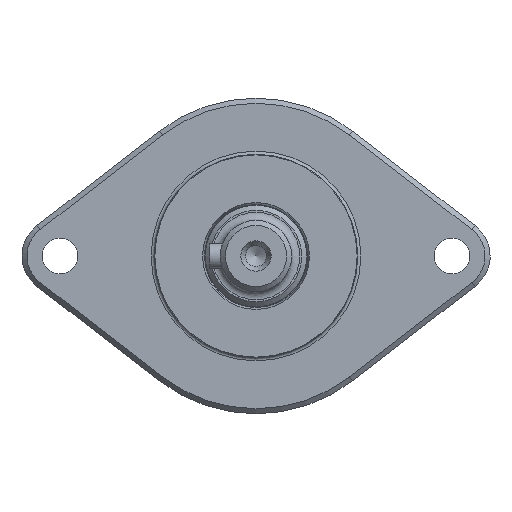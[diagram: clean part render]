
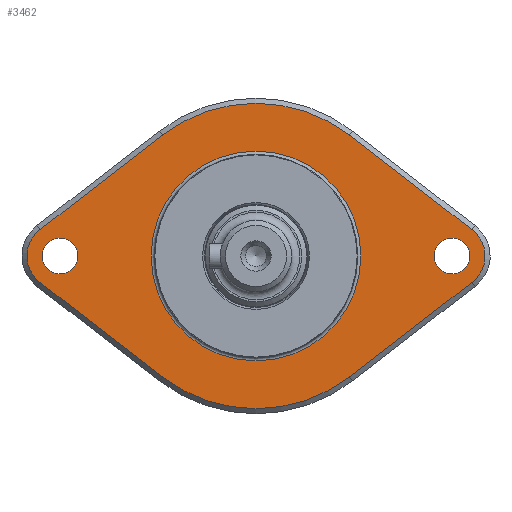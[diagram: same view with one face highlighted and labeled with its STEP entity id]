
A CAD part, left-side view. The second image highlights one B-rep face of the part: STEP entity #3462.
In plain terms, the highlighted planar face has unit normal (-1, 0, 0).
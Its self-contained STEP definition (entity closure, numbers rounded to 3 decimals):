
#272=FACE_BOUND('',#1151,.T.);
#273=FACE_BOUND('',#1152,.T.);
#274=FACE_BOUND('',#1153,.T.);
#320=LINE('',#5301,#593);
#324=LINE('',#5313,#597);
#328=LINE('',#5325,#601);
#331=LINE('',#5334,#604);
#593=VECTOR('',#4275,10.);
#597=VECTOR('',#4287,10.);
#601=VECTOR('',#4299,10.);
#604=VECTOR('',#4310,10.);
#944=FACE_OUTER_BOUND('',#1150,.T.);
#1150=EDGE_LOOP('',(#2547,#2548,#2549,#2550,#2551,#2552,#2553,#2554));
#1151=EDGE_LOOP('',(#2555,#2556));
#1152=EDGE_LOOP('',(#2557));
#1153=EDGE_LOOP('',(#2558));
#1394=CIRCLE('',#3747,6.5);
#1396=CIRCLE('',#3751,30.);
#1398=CIRCLE('',#3755,6.5);
#1400=CIRCLE('',#3759,30.);
#1404=CIRCLE('',#3769,20.6);
#1405=CIRCLE('',#3770,20.6);
#1406=CIRCLE('',#3771,3.5);
#1407=CIRCLE('',#3772,3.5);
#1591=VERTEX_POINT('',#5290);
#1592=VERTEX_POINT('',#5292);
#1595=VERTEX_POINT('',#5299);
#1597=VERTEX_POINT('',#5305);
#1599=VERTEX_POINT('',#5311);
#1601=VERTEX_POINT('',#5317);
#1603=VERTEX_POINT('',#5323);
#1605=VERTEX_POINT('',#5329);
#1611=VERTEX_POINT('',#5355);
#1612=VERTEX_POINT('',#5356);
#1613=VERTEX_POINT('',#5359);
#1614=VERTEX_POINT('',#5361);
#1939=EDGE_CURVE('',#1591,#1592,#1394,.T.);
#1943=EDGE_CURVE('',#1595,#1591,#320,.T.);
#1946=EDGE_CURVE('',#1597,#1595,#1396,.T.);
#1949=EDGE_CURVE('',#1599,#1597,#324,.T.);
#1952=EDGE_CURVE('',#1601,#1599,#1398,.T.);
#1955=EDGE_CURVE('',#1603,#1601,#328,.T.);
#1958=EDGE_CURVE('',#1605,#1603,#1400,.T.);
#1960=EDGE_CURVE('',#1592,#1605,#331,.T.);
#1971=EDGE_CURVE('',#1611,#1612,#1404,.T.);
#1972=EDGE_CURVE('',#1612,#1611,#1405,.T.);
#1973=EDGE_CURVE('',#1613,#1613,#1406,.T.);
#1974=EDGE_CURVE('',#1614,#1614,#1407,.T.);
#2547=ORIENTED_EDGE('',*,*,#1939,.F.);
#2548=ORIENTED_EDGE('',*,*,#1943,.F.);
#2549=ORIENTED_EDGE('',*,*,#1946,.F.);
#2550=ORIENTED_EDGE('',*,*,#1949,.F.);
#2551=ORIENTED_EDGE('',*,*,#1952,.F.);
#2552=ORIENTED_EDGE('',*,*,#1955,.F.);
#2553=ORIENTED_EDGE('',*,*,#1958,.F.);
#2554=ORIENTED_EDGE('',*,*,#1960,.F.);
#2555=ORIENTED_EDGE('',*,*,#1971,.F.);
#2556=ORIENTED_EDGE('',*,*,#1972,.F.);
#2557=ORIENTED_EDGE('',*,*,#1973,.T.);
#2558=ORIENTED_EDGE('',*,*,#1974,.T.);
#3331=PLANE('',#3768);
#3462=ADVANCED_FACE('',(#944,#272,#273,#274),#3331,.T.);
#3747=AXIS2_PLACEMENT_3D('',#5293,#4267,#4268);
#3751=AXIS2_PLACEMENT_3D('',#5307,#4280,#4281);
#3755=AXIS2_PLACEMENT_3D('',#5319,#4292,#4293);
#3759=AXIS2_PLACEMENT_3D('',#5331,#4304,#4305);
#3768=AXIS2_PLACEMENT_3D('',#5354,#4331,#4332);
#3769=AXIS2_PLACEMENT_3D('',#5357,#4333,#4334);
#3770=AXIS2_PLACEMENT_3D('',#5358,#4335,#4336);
#3771=AXIS2_PLACEMENT_3D('',#5360,#4337,#4338);
#3772=AXIS2_PLACEMENT_3D('',#5362,#4339,#4340);
#4267=DIRECTION('center_axis',(1.,0.,0.));
#4268=DIRECTION('ref_axis',(0.,0.61,-0.792));
#4275=DIRECTION('',(0.,0.792,0.61));
#4280=DIRECTION('center_axis',(1.,0.,0.));
#4281=DIRECTION('ref_axis',(0.,-0.61,-0.792));
#4287=DIRECTION('',(0.,0.792,-0.61));
#4292=DIRECTION('center_axis',(1.,0.,0.));
#4293=DIRECTION('ref_axis',(0.,-0.61,0.792));
#4299=DIRECTION('',(0.,-0.792,-0.61));
#4304=DIRECTION('center_axis',(1.,0.,0.));
#4305=DIRECTION('ref_axis',(0.,0.61,0.792));
#4310=DIRECTION('',(0.,-0.792,0.61));
#4331=DIRECTION('center_axis',(-1.,0.,0.));
#4332=DIRECTION('ref_axis',(0.,0.,
1.));
#4333=DIRECTION('center_axis',(-1.,0.,0.));
#4334=DIRECTION('ref_axis',(0.,1.,0.));
#4335=DIRECTION('center_axis',(-1.,0.,0.));
#4336=DIRECTION('ref_axis',(0.,1.,0.));
#4337=DIRECTION('center_axis',(1.,0.,0.));
#4338=DIRECTION('ref_axis',(0.,0.,
1.));
#4339=DIRECTION('center_axis',(1.,0.,0.));
#4340=DIRECTION('ref_axis',(0.,0.,
1.));
#5290=CARTESIAN_POINT('',(-136.4,42.468,-5.149));
#5292=CARTESIAN_POINT('',(-136.4,42.468,5.149));
#5293=CARTESIAN_POINT('Origin',(-136.4,38.5,0.));
#5299=CARTESIAN_POINT('',(-136.4,18.312,-23.763));
#5301=CARTESIAN_POINT('',(-136.4,40.836,-6.406));
#5305=CARTESIAN_POINT('',(-136.4,-18.312,-23.763));
#5307=CARTESIAN_POINT('Origin',(-136.4,0.,0.));
#5311=CARTESIAN_POINT('',(-136.4,-42.468,-5.149));
#5313=CARTESIAN_POINT('',(-136.4,-7.865,-31.813));
#5317=CARTESIAN_POINT('',(-136.4,-42.468,5.149));
#5319=CARTESIAN_POINT('Origin',(-136.4,-38.5,0.));
#5323=CARTESIAN_POINT('',(-136.4,-18.312,23.763));
#5325=CARTESIAN_POINT('',(-136.4,-19.943,22.506));
#5329=CARTESIAN_POINT('',(-136.4,18.312,23.763));
#5331=CARTESIAN_POINT('Origin',(-136.4,0.,0.));
#5334=CARTESIAN_POINT('',(-136.4,28.758,15.713));
#5354=CARTESIAN_POINT('Origin',(-136.4,33.3,0.));
#5355=CARTESIAN_POINT('',(-136.4,20.6,0.));
#5356=CARTESIAN_POINT('',(-136.4,0.,-20.6));
#5357=CARTESIAN_POINT('Origin',(-136.4,0.,0.));
#5358=CARTESIAN_POINT('Origin',(-136.4,0.,0.));
#5359=CARTESIAN_POINT('',(-136.4,38.5,-3.5));
#5360=CARTESIAN_POINT('Origin',(-136.4,38.5,0.));
#5361=CARTESIAN_POINT('',(-136.4,-38.5,-3.5));
#5362=CARTESIAN_POINT('Origin',(-136.4,-38.5,0.));
